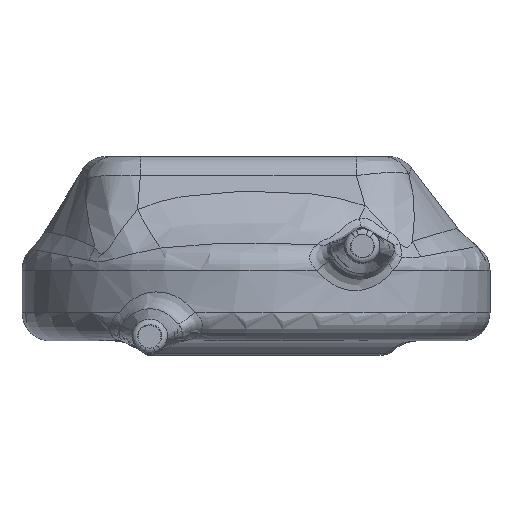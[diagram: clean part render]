
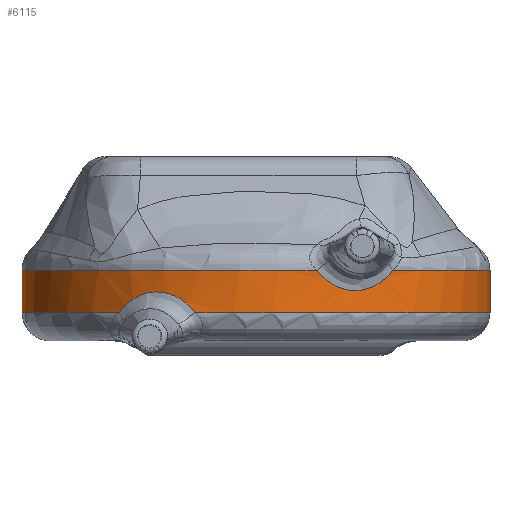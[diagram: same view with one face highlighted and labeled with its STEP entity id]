
A CAD part, front view. The second image highlights one B-rep face of the part: STEP entity #6115.
In plain terms, the highlighted cylindrical face has radius 8.25 mm (diameter 16.5 mm), a partial arc.
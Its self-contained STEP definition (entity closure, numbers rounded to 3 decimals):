
#100 = DIRECTION ( 'NONE',  ( 1., 0., 0. ) ) ;
#153 = CARTESIAN_POINT ( 'NONE',  ( -3.282, -7.574, -0.015 ) ) ;
#178 = ORIENTED_EDGE ( 'NONE', *, *, #4452, .F. ) ;
#226 = CARTESIAN_POINT ( 'NONE',  ( -4.82, -6.695, -0.75 ) ) ;
#455 = VERTEX_POINT ( 'NONE', #3901 ) ;
#589 = DIRECTION ( 'NONE',  ( 0., 0., -1. ) ) ;
#597 = CARTESIAN_POINT ( 'NONE',  ( -8.25, 0., -0.75 ) ) ;
#696 = CARTESIAN_POINT ( 'NONE',  ( -2.542, -7.849, -0.351 ) ) ;
#732 = CARTESIAN_POINT ( 'NONE',  ( -4.743, -6.751, -0.643 ) ) ;
#838 = CARTESIAN_POINT ( 'NONE',  ( 0., 0., 0.75 ) ) ;
#848 = CARTESIAN_POINT ( 'NONE',  ( 8.25, 0., -0.75 ) ) ;
#863 = VERTEX_POINT ( 'NONE', #5969 ) ;
#1003 = LINE ( 'NONE', #848, #2652 ) ;
#1025 = ORIENTED_EDGE ( 'NONE', *, *, #5829, .T. ) ;
#1062 = LINE ( 'NONE', #597, #6899 ) ;
#1155 = CARTESIAN_POINT ( 'NONE',  ( -4.82, -6.695, -0.75 ) ) ;
#1191 = CARTESIAN_POINT ( 'NONE',  ( 4.151, -7.131, 0.168 ) ) ;
#1288 = DIRECTION ( 'NONE',  ( 0., 0., -1. ) ) ;
#1327 = CARTESIAN_POINT ( 'NONE',  ( 0., 0., -0.75 ) ) ;
#1377 = CARTESIAN_POINT ( 'NONE',  ( -4.036, -7.197, -0.118 ) ) ;
#1443 = CIRCLE ( 'NONE', #2386, 8.25 ) ;
#1591 = ORIENTED_EDGE ( 'NONE', *, *, #5954, .T. ) ;
#1647 = CARTESIAN_POINT ( 'NONE',  ( 0., 0., 0.75 ) ) ;
#1665 = EDGE_CURVE ( 'NONE', #4903, #455, #1062, .T. ) ;
#1680 = CARTESIAN_POINT ( 'NONE',  ( 2.334, -7.914, 0.534 ) ) ;
#1743 = CARTESIAN_POINT ( 'NONE',  ( 4.368, -7., 0.295 ) ) ;
#1808 = AXIS2_PLACEMENT_3D ( 'NONE', #4737, #5354, #7039 ) ;
#1812 = CARTESIAN_POINT ( 'NONE',  ( -2.657, -7.811, -0.27 ) ) ;
#1822 = ORIENTED_EDGE ( 'NONE', *, *, #5784, .T. ) ;
#1885 = CARTESIAN_POINT ( 'NONE',  ( -2.334, -7.914, -0.534 ) ) ;
#1914 = DIRECTION ( 'NONE',  ( 1., 0., 0. ) ) ;
#2077 = DIRECTION ( 'NONE',  ( 0., 0., -1. ) ) ;
#2264 = VERTEX_POINT ( 'NONE', #5392 ) ;
#2305 = CARTESIAN_POINT ( 'NONE',  ( 4.471, -6.934, 0.373 ) ) ;
#2362 = ORIENTED_EDGE ( 'NONE', *, *, #5694, .F. ) ;
#2386 = AXIS2_PLACEMENT_3D ( 'NONE', #1327, #1288, #100 ) ;
#2409 = CARTESIAN_POINT ( 'NONE',  ( -3.795, -7.327, -0.047 ) ) ;
#2446 = CARTESIAN_POINT ( 'NONE',  ( -3.014, -7.684, -0.079 ) ) ;
#2585 = B_SPLINE_CURVE_WITH_KNOTS ( 'NONE', 3,
 ( #3989, #5085, #5719, #2305, #1743, #1191, #4509, #2801, #4025, #4576, #6246, #6204, #6281, #1680, #6807, #7400 ),
 .UNSPECIFIED., .F., .F.,
 ( 4, 2, 2, 2, 2, 2, 2, 4 ),
 ( 0., 0., 0.001, 0.001, 0.002, 0.003, 0.003, 0.003 ),
 .UNSPECIFIED. ) ;
#2640 = CARTESIAN_POINT ( 'NONE',  ( -2.154, -7.964, -0.75 ) ) ;
#2652 = VECTOR ( 'NONE', #5974, 1000. ) ;
#2801 = CARTESIAN_POINT ( 'NONE',  ( 3.795, -7.327, 0.047 ) ) ;
#3011 = CARTESIAN_POINT ( 'NONE',  ( -4.658, -6.81, -0.546 ) ) ;
#3028 = B_SPLINE_CURVE_WITH_KNOTS ( 'NONE', 3,
 ( #226, #732, #3011, #5338, #4648, #4093, #1377, #2409, #5305, #153, #2446, #1812, #696, #1885, #3531, #4753 ),
 .UNSPECIFIED., .F., .F.,
 ( 4, 2, 2, 2, 2, 2, 2, 4 ),
 ( 0., 0., 0.001, 0.001, 0.002, 0.003, 0.003, 0.003 ),
 .UNSPECIFIED. ) ;
#3232 = CARTESIAN_POINT ( 'NONE',  ( 0., 0., -0.75 ) ) ;
#3234 = CIRCLE ( 'NONE', #3366, 8.25 ) ;
#3245 = CARTESIAN_POINT ( 'NONE',  ( 8.25, 0., 0.75 ) ) ;
#3321 = DIRECTION ( 'NONE',  ( 0., 0., -1. ) ) ;
#3338 = EDGE_LOOP ( 'NONE', ( #1025, #1822, #7349, #6324, #2362, #1591, #178, #7244 ) ) ;
#3360 = AXIS2_PLACEMENT_3D ( 'NONE', #1647, #589, #6768 ) ;
#3366 = AXIS2_PLACEMENT_3D ( 'NONE', #3232, #2077, #6736 ) ;
#3492 = EDGE_CURVE ( 'NONE', #3969, #4903, #5390, .T. ) ;
#3531 = CARTESIAN_POINT ( 'NONE',  ( -2.24, -7.941, -0.637 ) ) ;
#3901 = CARTESIAN_POINT ( 'NONE',  ( -8.25, 0., -0.75 ) ) ;
#3969 = VERTEX_POINT ( 'NONE', #6887 ) ;
#3989 = CARTESIAN_POINT ( 'NONE',  ( 4.82, -6.695, 0.75 ) ) ;
#4025 = CARTESIAN_POINT ( 'NONE',  ( 3.667, -7.392, 0.026 ) ) ;
#4073 = FACE_OUTER_BOUND ( 'NONE', #3338, .T. ) ;
#4093 = CARTESIAN_POINT ( 'NONE',  ( -4.151, -7.131, -0.168 ) ) ;
#4452 = EDGE_CURVE ( 'NONE', #2264, #4829, #1443, .T. ) ;
#4509 = CARTESIAN_POINT ( 'NONE',  ( 4.036, -7.197, 0.118 ) ) ;
#4576 = CARTESIAN_POINT ( 'NONE',  ( 3.282, -7.574, 0.015 ) ) ;
#4648 = CARTESIAN_POINT ( 'NONE',  ( -4.368, -7., -0.295 ) ) ;
#4664 = CYLINDRICAL_SURFACE ( 'NONE', #1808, 8.25 ) ;
#4737 = CARTESIAN_POINT ( 'NONE',  ( 0., 0., 0. ) ) ;
#4753 = CARTESIAN_POINT ( 'NONE',  ( -2.154, -7.964, -0.75 ) ) ;
#4829 = VERTEX_POINT ( 'NONE', #2640 ) ;
#4870 = DIRECTION ( 'NONE',  ( 0., 0., -1. ) ) ;
#4903 = VERTEX_POINT ( 'NONE', #6126 ) ;
#5035 = AXIS2_PLACEMENT_3D ( 'NONE', #838, #4870, #1914 ) ;
#5085 = CARTESIAN_POINT ( 'NONE',  ( 4.743, -6.751, 0.643 ) ) ;
#5305 = CARTESIAN_POINT ( 'NONE',  ( -3.667, -7.392, -0.026 ) ) ;
#5338 = CARTESIAN_POINT ( 'NONE',  ( -4.471, -6.934, -0.373 ) ) ;
#5354 = DIRECTION ( 'NONE',  ( 0., 0., -1. ) ) ;
#5390 = CIRCLE ( 'NONE', #5035, 8.25 ) ;
#5392 = CARTESIAN_POINT ( 'NONE',  ( 8.25, 0., -0.75 ) ) ;
#5436 = VERTEX_POINT ( 'NONE', #3245 ) ;
#5694 = EDGE_CURVE ( 'NONE', #6295, #455, #3234, .T. ) ;
#5719 = CARTESIAN_POINT ( 'NONE',  ( 4.658, -6.81, 0.546 ) ) ;
#5784 = EDGE_CURVE ( 'NONE', #863, #3969, #2585, .T. ) ;
#5829 = EDGE_CURVE ( 'NONE', #5436, #863, #7084, .T. ) ;
#5954 = EDGE_CURVE ( 'NONE', #6295, #4829, #3028, .T. ) ;
#5969 = CARTESIAN_POINT ( 'NONE',  ( 4.82, -6.695, 0.75 ) ) ;
#5974 = DIRECTION ( 'NONE',  ( 0., 0., -1. ) ) ;
#6025 = EDGE_CURVE ( 'NONE', #5436, #2264, #1003, .T. ) ;
#6115 = ADVANCED_FACE ( 'NONE', ( #4073 ), #4664, .T. ) ;
#6126 = CARTESIAN_POINT ( 'NONE',  ( -8.25, 0., 0.75 ) ) ;
#6204 = CARTESIAN_POINT ( 'NONE',  ( 2.657, -7.811, 0.27 ) ) ;
#6246 = CARTESIAN_POINT ( 'NONE',  ( 3.014, -7.684, 0.079 ) ) ;
#6281 = CARTESIAN_POINT ( 'NONE',  ( 2.542, -7.849, 0.351 ) ) ;
#6295 = VERTEX_POINT ( 'NONE', #1155 ) ;
#6324 = ORIENTED_EDGE ( 'NONE', *, *, #1665, .T. ) ;
#6736 = DIRECTION ( 'NONE',  ( 1., 0., 0. ) ) ;
#6768 = DIRECTION ( 'NONE',  ( 1., 0., 0. ) ) ;
#6807 = CARTESIAN_POINT ( 'NONE',  ( 2.24, -7.941, 0.637 ) ) ;
#6887 = CARTESIAN_POINT ( 'NONE',  ( 2.154, -7.964, 0.75 ) ) ;
#6899 = VECTOR ( 'NONE', #3321, 1000. ) ;
#7039 = DIRECTION ( 'NONE',  ( -1., 0., 0. ) ) ;
#7084 = CIRCLE ( 'NONE', #3360, 8.25 ) ;
#7244 = ORIENTED_EDGE ( 'NONE', *, *, #6025, .F. ) ;
#7349 = ORIENTED_EDGE ( 'NONE', *, *, #3492, .T. ) ;
#7400 = CARTESIAN_POINT ( 'NONE',  ( 2.154, -7.964, 0.75 ) ) ;
